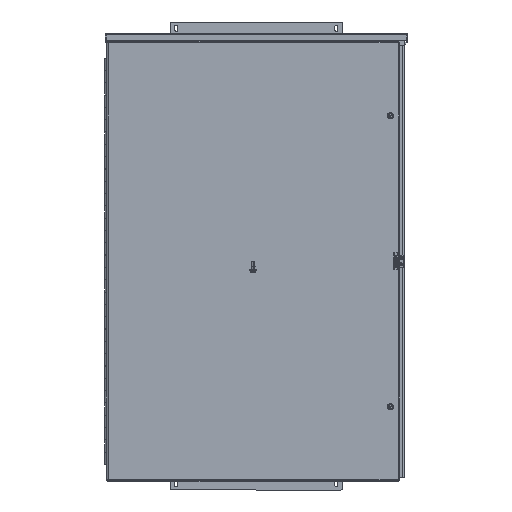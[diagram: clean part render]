
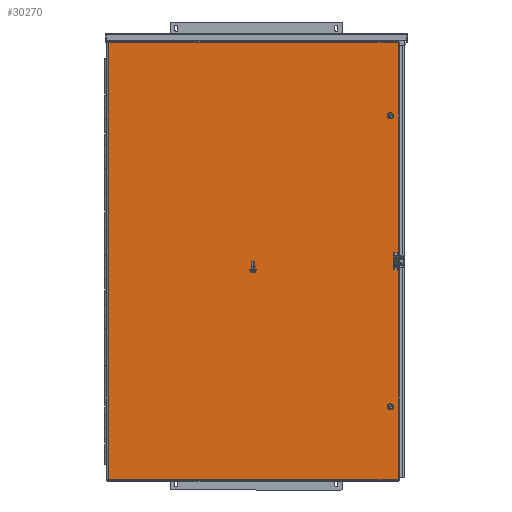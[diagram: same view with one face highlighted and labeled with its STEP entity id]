
A CAD part, front view. The second image highlights one B-rep face of the part: STEP entity #30270.
In plain terms, the highlighted planar face has unit normal (0, -1, 0).
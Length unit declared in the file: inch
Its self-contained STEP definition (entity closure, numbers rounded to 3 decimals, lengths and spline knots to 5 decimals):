
#215 = FACE_OUTER_BOUND ( 'NONE', #26246, .T. ) ;
#591 = CARTESIAN_POINT ( 'NONE',  ( 11.508, -12.172, -18.163 ) ) ;
#974 = DIRECTION ( 'NONE',  ( 1., 0., 0. ) ) ;
#1075 = ORIENTED_EDGE ( 'NONE', *, *, #17835, .T. ) ;
#1760 = ORIENTED_EDGE ( 'NONE', *, *, #19061, .T. ) ;
#3278 = VERTEX_POINT ( 'NONE', #3768 ) ;
#3293 = DIRECTION ( 'NONE',  ( 0., 1., 0. ) ) ;
#3318 = LINE ( 'NONE', #18756, #24999 ) ;
#3475 = VECTOR ( 'NONE', #15320, 39.37008 ) ;
#3768 = CARTESIAN_POINT ( 'NONE',  ( 11.508, -12.172, 17.306 ) ) ;
#4287 = DIRECTION ( 'NONE',  ( 0., 1., 0. ) ) ;
#4526 = CARTESIAN_POINT ( 'NONE',  ( 10.751, -12.172, 11.384 ) ) ;
#5429 = LINE ( 'NONE', #16114, #10460 ) ;
#5465 = DIRECTION ( 'NONE',  ( 0., 0., -1. ) ) ;
#5822 = CARTESIAN_POINT ( 'NONE',  ( 11.508, -12.172, -18.163 ) ) ;
#6060 = LINE ( 'NONE', #591, #18659 ) ;
#6282 = DIRECTION ( 'NONE',  ( 1., 0., 0. ) ) ;
#6380 = ORIENTED_EDGE ( 'NONE', *, *, #24599, .T. ) ;
#6402 = LINE ( 'NONE', #9377, #21531 ) ;
#6730 = LINE ( 'NONE', #28614, #3475 ) ;
#6898 = EDGE_LOOP ( 'NONE', ( #24949, #21590 ) ) ;
#8680 = DIRECTION ( 'NONE',  ( 0., 1., 0. ) ) ;
#9205 = VERTEX_POINT ( 'NONE', #4526 ) ;
#9296 = VERTEX_POINT ( 'NONE', #29039 ) ;
#9377 = CARTESIAN_POINT ( 'NONE',  ( 11.508, -12.172, 17.306 ) ) ;
#9499 = DIRECTION ( 'NONE',  ( 0., 1., 0. ) ) ;
#10089 = VERTEX_POINT ( 'NONE', #22050 ) ;
#10132 = EDGE_CURVE ( 'NONE', #17313, #9296, #16645, .T. ) ;
#10207 = AXIS2_PLACEMENT_3D ( 'NONE', #28104, #4287, #14992 ) ;
#10394 = CARTESIAN_POINT ( 'NONE',  ( 11.45975, -12.172, -1.116 ) ) ;
#10460 = VECTOR ( 'NONE', #26766, 39.37008 ) ;
#10889 = ORIENTED_EDGE ( 'NONE', *, *, #21132, .T. ) ;
#11078 = FACE_BOUND ( 'NONE', #31806, .T. ) ;
#11473 = ORIENTED_EDGE ( 'NONE', *, *, #10132, .T. ) ;
#11485 = DIRECTION ( 'NONE',  ( 0., 0., 1. ) ) ;
#12154 = CARTESIAN_POINT ( 'NONE',  ( 10.884, -12.172, 11.384 ) ) ;
#13972 = CARTESIAN_POINT ( 'NONE',  ( -12.026, -12.172, -18.163 ) ) ;
#14122 = CARTESIAN_POINT ( 'NONE',  ( 10.884, -12.172, -12.241 ) ) ;
#14992 = DIRECTION ( 'NONE',  ( 1., 0., 0. ) ) ;
#15139 = EDGE_LOOP ( 'NONE', ( #23761, #1760, #6380, #10889 ) ) ;
#15320 = DIRECTION ( 'NONE',  ( 0., 0., 1. ) ) ;
#15366 = AXIS2_PLACEMENT_3D ( 'NONE', #5822, #32289, #24200 ) ;
#15504 = CARTESIAN_POINT ( 'NONE',  ( 10.751, -12.172, -12.241 ) ) ;
#15826 = CARTESIAN_POINT ( 'NONE',  ( 11.14725, -12.172, -1.116 ) ) ;
#16114 = CARTESIAN_POINT ( 'NONE',  ( 11.45975, -12.172, 0.259 ) ) ;
#16645 = LINE ( 'NONE', #16815, #28707 ) ;
#16815 = CARTESIAN_POINT ( 'NONE',  ( 11.508, -12.172, -18.163 ) ) ;
#17313 = VERTEX_POINT ( 'NONE', #13972 ) ;
#17610 = DIRECTION ( 'NONE',  ( -1., 0., 0. ) ) ;
#17835 = EDGE_CURVE ( 'NONE', #34160, #17313, #20559, .T. ) ;
#18528 = CARTESIAN_POINT ( 'NONE',  ( 11.14725, -12.172, 0.259 ) ) ;
#18659 = VECTOR ( 'NONE', #11485, 39.37008 ) ;
#18756 = CARTESIAN_POINT ( 'NONE',  ( 11.45975, -12.172, -1.116 ) ) ;
#18919 = VERTEX_POINT ( 'NONE', #15504 ) ;
#19061 = EDGE_CURVE ( 'NONE', #24644, #10089, #21413, .T. ) ;
#19334 = VERTEX_POINT ( 'NONE', #25758 ) ;
#19480 = PLANE ( 'NONE',  #15366 ) ;
#19930 = VERTEX_POINT ( 'NONE', #27591 ) ;
#20336 = EDGE_CURVE ( 'NONE', #19334, #9205, #25539, .T. ) ;
#20422 = VECTOR ( 'NONE', #26293, 39.37008 ) ;
#20559 = LINE ( 'NONE', #29289, #20422 ) ;
#21098 = CIRCLE ( 'NONE', #29479, 0.133 ) ;
#21132 = EDGE_CURVE ( 'NONE', #27790, #34549, #5429, .T. ) ;
#21325 = CIRCLE ( 'NONE', #23009, 0.133 ) ;
#21413 = LINE ( 'NONE', #15826, #26078 ) ;
#21517 = ORIENTED_EDGE ( 'NONE', *, *, #25657, .T. ) ;
#21531 = VECTOR ( 'NONE', #17610, 39.37008 ) ;
#21590 = ORIENTED_EDGE ( 'NONE', *, *, #32835, .T. ) ;
#21594 = ORIENTED_EDGE ( 'NONE', *, *, #22307, .T. ) ;
#22050 = CARTESIAN_POINT ( 'NONE',  ( 11.14725, -12.172, -1.116 ) ) ;
#22307 = EDGE_CURVE ( 'NONE', #9205, #19334, #21325, .T. ) ;
#23009 = AXIS2_PLACEMENT_3D ( 'NONE', #27657, #3293, #6282 ) ;
#23722 = ORIENTED_EDGE ( 'NONE', *, *, #26845, .T. ) ;
#23761 = ORIENTED_EDGE ( 'NONE', *, *, #33109, .T. ) ;
#24200 = DIRECTION ( 'NONE',  ( 1., 0., 0. ) ) ;
#24599 = EDGE_CURVE ( 'NONE', #10089, #27790, #6730, .T. ) ;
#24628 = EDGE_CURVE ( 'NONE', #19930, #18919, #27529, .T. ) ;
#24644 = VERTEX_POINT ( 'NONE', #10394 ) ;
#24949 = ORIENTED_EDGE ( 'NONE', *, *, #24628, .T. ) ;
#24999 = VECTOR ( 'NONE', #5465, 39.37008 ) ;
#25539 = CIRCLE ( 'NONE', #33938, 0.133 ) ;
#25657 = EDGE_CURVE ( 'NONE', #9296, #3278, #6060, .T. ) ;
#25758 = CARTESIAN_POINT ( 'NONE',  ( 11.017, -12.172, 11.384 ) ) ;
#26078 = VECTOR ( 'NONE', #34582, 39.37008 ) ;
#26246 = EDGE_LOOP ( 'NONE', ( #23722, #1075, #11473, #21517 ) ) ;
#26293 = DIRECTION ( 'NONE',  ( 0., 0., -1. ) ) ;
#26766 = DIRECTION ( 'NONE',  ( 1., 0., 0. ) ) ;
#26845 = EDGE_CURVE ( 'NONE', #3278, #34160, #6402, .T. ) ;
#26870 = CARTESIAN_POINT ( 'NONE',  ( -12.026, -12.172, 17.306 ) ) ;
#27529 = CIRCLE ( 'NONE', #10207, 0.133 ) ;
#27591 = CARTESIAN_POINT ( 'NONE',  ( 11.017, -12.172, -12.241 ) ) ;
#27657 = CARTESIAN_POINT ( 'NONE',  ( 10.884, -12.172, 11.384 ) ) ;
#27790 = VERTEX_POINT ( 'NONE', #18528 ) ;
#28104 = CARTESIAN_POINT ( 'NONE',  ( 10.884, -12.172, -12.241 ) ) ;
#28614 = CARTESIAN_POINT ( 'NONE',  ( 11.14725, -12.172, 0.259 ) ) ;
#28707 = VECTOR ( 'NONE', #33478, 39.37008 ) ;
#29039 = CARTESIAN_POINT ( 'NONE',  ( 11.508, -12.172, -18.163 ) ) ;
#29136 = CARTESIAN_POINT ( 'NONE',  ( 11.45975, -12.172, 0.259 ) ) ;
#29289 = CARTESIAN_POINT ( 'NONE',  ( -12.026, -12.172, -18.163 ) ) ;
#29479 = AXIS2_PLACEMENT_3D ( 'NONE', #14122, #8680, #974 ) ;
#29498 = ORIENTED_EDGE ( 'NONE', *, *, #20336, .T. ) ;
#30270 = ADVANCED_FACE ( 'NONE', ( #215, #11078, #32618, #32816 ), #19480, .T. ) ;
#30719 = DIRECTION ( 'NONE',  ( 1., 0., 0. ) ) ;
#31806 = EDGE_LOOP ( 'NONE', ( #29498, #21594 ) ) ;
#32289 = DIRECTION ( 'NONE',  ( 0., -1., 0. ) ) ;
#32618 = FACE_BOUND ( 'NONE', #15139, .T. ) ;
#32816 = FACE_BOUND ( 'NONE', #6898, .T. ) ;
#32835 = EDGE_CURVE ( 'NONE', #18919, #19930, #21098, .T. ) ;
#33109 = EDGE_CURVE ( 'NONE', #34549, #24644, #3318, .T. ) ;
#33478 = DIRECTION ( 'NONE',  ( 1., 0., 0. ) ) ;
#33938 = AXIS2_PLACEMENT_3D ( 'NONE', #12154, #9499, #30719 ) ;
#34160 = VERTEX_POINT ( 'NONE', #26870 ) ;
#34549 = VERTEX_POINT ( 'NONE', #29136 ) ;
#34582 = DIRECTION ( 'NONE',  ( -1., 0., 0. ) ) ;
